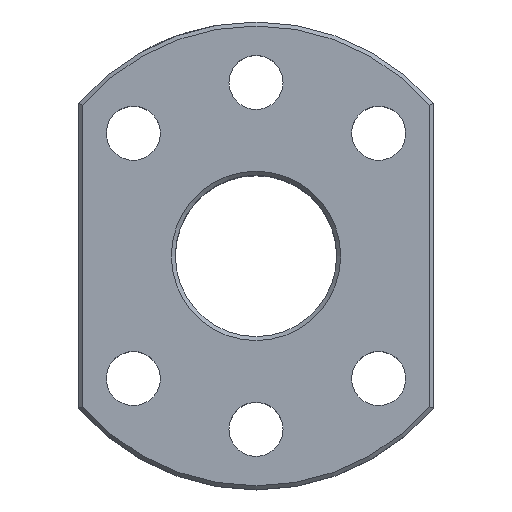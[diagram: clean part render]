
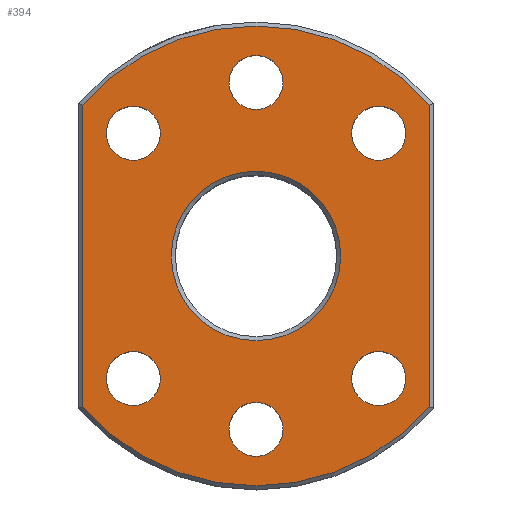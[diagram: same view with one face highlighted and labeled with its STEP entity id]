
A CAD part, top view. The second image highlights one B-rep face of the part: STEP entity #394.
In plain terms, the highlighted planar face has unit normal (0, 0, 1).
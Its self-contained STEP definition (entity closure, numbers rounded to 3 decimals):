
#141=PLANE('',#3560);
#394=ADVANCED_FACE('',(#953,#954,#955,#956,#957,#958,#959,#960),#141,.T.);
#953=FACE_BOUND('',#1030,.T.);
#954=FACE_BOUND('',#1031,.T.);
#955=FACE_BOUND('',#1032,.T.);
#956=FACE_BOUND('',#1033,.T.);
#957=FACE_BOUND('',#1034,.T.);
#958=FACE_BOUND('',#1035,.T.);
#959=FACE_BOUND('',#1036,.T.);
#960=FACE_BOUND('',#1037,.T.);
#1030=EDGE_LOOP('',(#1442));
#1031=EDGE_LOOP('',(#1443,#1444,#1445,#1446));
#1032=EDGE_LOOP('',(#1447));
#1033=EDGE_LOOP('',(#1448));
#1034=EDGE_LOOP('',(#1449));
#1035=EDGE_LOOP('',(#1450));
#1036=EDGE_LOOP('',(#1451));
#1037=EDGE_LOOP('',(#1452));
#1267=CIRCLE('',#3539,3.35);
#1269=CIRCLE('',#3542,3.35);
#1271=CIRCLE('',#3545,3.35);
#1273=CIRCLE('',#3548,3.35);
#1275=CIRCLE('',#3551,3.35);
#1277=CIRCLE('',#3554,3.35);
#1279=CIRCLE('',#3557,10.5);
#1280=CIRCLE('',#3558,28.5);
#1281=CIRCLE('',#3559,28.5);
#1442=ORIENTED_EDGE('',*,*,#2722,.T.);
#1443=ORIENTED_EDGE('',*,*,#2723,.T.);
#1444=ORIENTED_EDGE('',*,*,#2724,.T.);
#1445=ORIENTED_EDGE('',*,*,#2725,.T.);
#1446=ORIENTED_EDGE('',*,*,#2726,.T.);
#1447=ORIENTED_EDGE('',*,*,#2718,.T.);
#1448=ORIENTED_EDGE('',*,*,#2716,.F.);
#1449=ORIENTED_EDGE('',*,*,#2714,.T.);
#1450=ORIENTED_EDGE('',*,*,#2712,.F.);
#1451=ORIENTED_EDGE('',*,*,#2710,.T.);
#1452=ORIENTED_EDGE('',*,*,#2720,.F.);
#2380=VERTEX_POINT('',#5378);
#2382=VERTEX_POINT('',#5383);
#2384=VERTEX_POINT('',#5388);
#2386=VERTEX_POINT('',#5393);
#2388=VERTEX_POINT('',#5398);
#2390=VERTEX_POINT('',#5403);
#2392=VERTEX_POINT('',#5408);
#2393=VERTEX_POINT('',#5410);
#2394=VERTEX_POINT('',#5411);
#2395=VERTEX_POINT('',#5413);
#2396=VERTEX_POINT('',#5415);
#2710=EDGE_CURVE('',#2380,#2380,#1267,.T.);
#2712=EDGE_CURVE('',#2382,#2382,#1269,.T.);
#2714=EDGE_CURVE('',#2384,#2384,#1271,.T.);
#2716=EDGE_CURVE('',#2386,#2386,#1273,.T.);
#2718=EDGE_CURVE('',#2388,#2388,#1275,.T.);
#2720=EDGE_CURVE('',#2390,#2390,#1277,.T.);
#2722=EDGE_CURVE('',#2392,#2392,#1279,.T.);
#2723=EDGE_CURVE('',#2393,#2394,#3085,.T.);
#2724=EDGE_CURVE('',#2394,#2395,#1280,.T.);
#2725=EDGE_CURVE('',#2395,#2396,#3086,.T.);
#2726=EDGE_CURVE('',#2396,#2393,#1281,.T.);
#3085=LINE('',#5409,#3262);
#3086=LINE('',#5414,#3263);
#3262=VECTOR('',#3816,1.);
#3263=VECTOR('',#3819,1.);
#3539=AXIS2_PLACEMENT_3D('',#5377,#3778,#3779);
#3542=AXIS2_PLACEMENT_3D('',#5382,#3784,#3785);
#3545=AXIS2_PLACEMENT_3D('',#5387,#3790,#3791);
#3548=AXIS2_PLACEMENT_3D('',#5392,#3796,#3797);
#3551=AXIS2_PLACEMENT_3D('',#5397,#3802,#3803);
#3554=AXIS2_PLACEMENT_3D('',#5402,#3808,#3809);
#3557=AXIS2_PLACEMENT_3D('',#5407,#3814,#3815);
#3558=AXIS2_PLACEMENT_3D('',#5412,#3817,#3818);
#3559=AXIS2_PLACEMENT_3D('',#5416,#3820,#3821);
#3560=AXIS2_PLACEMENT_3D('',#5417,#3822,#3823);
#3778=DIRECTION('',(0.,0.,-1.));
#3779=DIRECTION('',(1.,0.,0.));
#3784=DIRECTION('',(0.,0.,1.));
#3785=DIRECTION('',(-1.,0.,0.));
#3790=DIRECTION('',(0.,0.,-1.));
#3791=DIRECTION('',(-1.,0.,0.));
#3796=DIRECTION('',(0.,0.,1.));
#3797=DIRECTION('',(1.,0.,0.));
#3802=DIRECTION('',(0.,0.,-1.));
#3803=DIRECTION('',(1.,0.,0.));
#3808=DIRECTION('',(0.,0.,1.));
#3809=DIRECTION('',(1.,0.,0.));
#3814=DIRECTION('',(0.,0.,-1.));
#3815=DIRECTION('',(1.,0.,0.));
#3816=DIRECTION('',(0.,-1.,0.));
#3817=DIRECTION('',(0.,0.,1.));
#3818=DIRECTION('',(1.,0.,0.));
#3819=DIRECTION('',(0.,1.,0.));
#3820=DIRECTION('',(0.,0.,1.));
#3821=DIRECTION('',(1.,0.,0.));
#3822=DIRECTION('',(0.,0.,1.));
#3823=DIRECTION('',(1.,0.,0.));
#5377=CARTESIAN_POINT('',(0.,-21.5,0.));
#5378=CARTESIAN_POINT('',(3.35,-21.5,0.));
#5382=CARTESIAN_POINT('',(-15.203,-15.203,0.));
#5383=CARTESIAN_POINT('',(-18.553,-15.203,0.));
#5387=CARTESIAN_POINT('',(-15.203,15.203,0.));
#5388=CARTESIAN_POINT('',(-18.553,15.203,0.));
#5392=CARTESIAN_POINT('',(0.,21.5,0.));
#5393=CARTESIAN_POINT('',(3.35,21.5,0.));
#5397=CARTESIAN_POINT('',(15.203,-15.203,0.));
#5398=CARTESIAN_POINT('',(18.553,-15.203,0.));
#5402=CARTESIAN_POINT('',(15.203,15.203,0.));
#5403=CARTESIAN_POINT('',(18.553,15.203,0.));
#5407=CARTESIAN_POINT('',(0.,0.,0.));
#5408=CARTESIAN_POINT('',(10.5,0.,0.));
#5409=CARTESIAN_POINT('',(-21.5,-18.894,0.));
#5410=CARTESIAN_POINT('',(-21.5,18.708,0.));
#5411=CARTESIAN_POINT('',(-21.5,-18.708,0.));
#5412=CARTESIAN_POINT('',(0.,0.,0.));
#5413=CARTESIAN_POINT('',(21.5,-18.708,0.));
#5414=CARTESIAN_POINT('',(21.5,18.894,0.));
#5415=CARTESIAN_POINT('',(21.5,18.708,0.));
#5416=CARTESIAN_POINT('',(0.,0.,0.));
#5417=CARTESIAN_POINT('',(0.,0.,0.));
